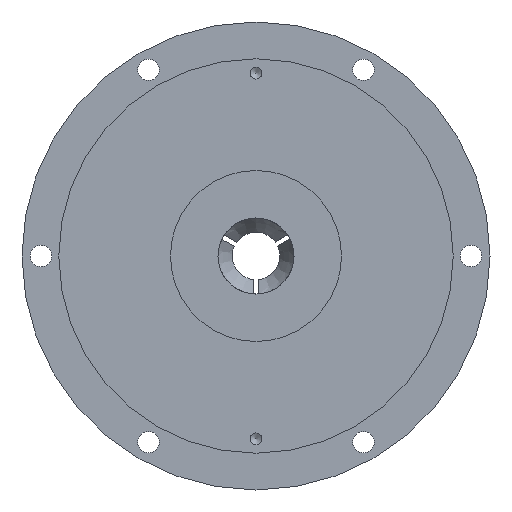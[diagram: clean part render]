
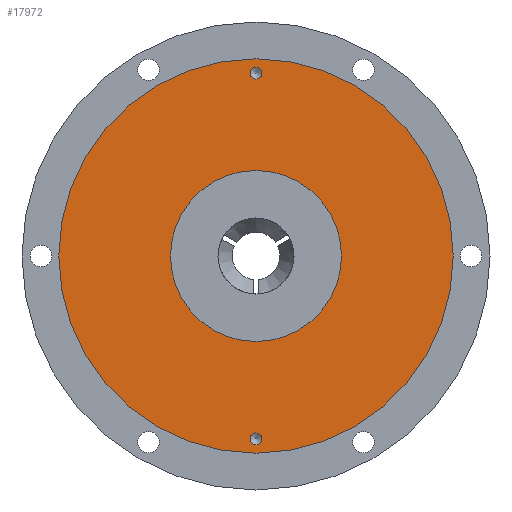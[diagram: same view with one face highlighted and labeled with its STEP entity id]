
A CAD part, left-side view. The second image highlights one B-rep face of the part: STEP entity #17972.
In plain terms, the highlighted planar face has unit normal (-1, 0, 0).
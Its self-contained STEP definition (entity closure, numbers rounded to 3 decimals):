
#368 = DIRECTION ( 'NONE',  ( 1., 0., 0. ) ) ;
#1961 = AXIS2_PLACEMENT_3D ( 'NONE', #49468, #30221, #29693 ) ;
#2706 = CARTESIAN_POINT ( 'NONE',  ( -106.802, 19.15, 79.5 ) ) ;
#3704 = ORIENTED_EDGE ( 'NONE', *, *, #35327, .F. ) ;
#4592 = AXIS2_PLACEMENT_3D ( 'NONE', #33103, #48997, #17005 ) ;
#8474 = AXIS2_PLACEMENT_3D ( 'NONE', #30011, #49778, #18819 ) ;
#8795 = ORIENTED_EDGE ( 'NONE', *, *, #42461, .F. ) ;
#8946 = PLANE ( 'NONE',  #34687 ) ;
#9467 = CARTESIAN_POINT ( 'NONE',  ( -106.802, 19.15, 83. ) ) ;
#13358 = VERTEX_POINT ( 'NONE', #9467 ) ;
#15975 = CARTESIAN_POINT ( 'NONE',  ( -106.802, 102.15, 0. ) ) ;
#16736 = FACE_BOUND ( 'NONE', #37492, .T. ) ;
#17005 = DIRECTION ( 'NONE',  ( 0., 0., 1. ) ) ;
#17159 = EDGE_LOOP ( 'NONE', ( #29170 ) ) ;
#17972 = ADVANCED_FACE ( 'NONE', ( #24022, #43776, #16736, #32589 ), #8946, .F. ) ;
#18819 = DIRECTION ( 'NONE',  ( 0., 0., 1. ) ) ;
#18933 = DIRECTION ( 'NONE',  ( -1., 0., 0. ) ) ;
#20384 = DIRECTION ( 'NONE',  ( 0., 0., -1. ) ) ;
#24022 = FACE_BOUND ( 'NONE', #17159, .T. ) ;
#26787 = ORIENTED_EDGE ( 'NONE', *, *, #43546, .T. ) ;
#27074 = AXIS2_PLACEMENT_3D ( 'NONE', #38937, #18933, #46752 ) ;
#29170 = ORIENTED_EDGE ( 'NONE', *, *, #29435, .F. ) ;
#29435 = EDGE_CURVE ( 'NONE', #40631, #40631, #45256, .T. ) ;
#29693 = DIRECTION ( 'NONE',  ( 0., 0., 1. ) ) ;
#30011 = CARTESIAN_POINT ( 'NONE',  ( -106.802, 19.15, 0. ) ) ;
#30221 = DIRECTION ( 'NONE',  ( -1., 0., 0. ) ) ;
#32589 = FACE_OUTER_BOUND ( 'NONE', #44415, .T. ) ;
#33103 = CARTESIAN_POINT ( 'NONE',  ( -106.802, 19.15, -77. ) ) ;
#33492 = CIRCLE ( 'NONE', #1961, 83. ) ;
#34687 = AXIS2_PLACEMENT_3D ( 'NONE', #15975, #368, #20384 ) ;
#35327 = EDGE_CURVE ( 'NONE', #44525, #44525, #38357, .T. ) ;
#36459 = CARTESIAN_POINT ( 'NONE',  ( -106.802, 19.15, -74.5 ) ) ;
#36984 = CARTESIAN_POINT ( 'NONE',  ( -106.802, 19.15, 36. ) ) ;
#37492 = EDGE_LOOP ( 'NONE', ( #3704 ) ) ;
#38357 = CIRCLE ( 'NONE', #8474, 36. ) ;
#38937 = CARTESIAN_POINT ( 'NONE',  ( -106.802, 19.15, 77. ) ) ;
#40631 = VERTEX_POINT ( 'NONE', #36459 ) ;
#42461 = EDGE_CURVE ( 'NONE', #45582, #45582, #49502, .T. ) ;
#43546 = EDGE_CURVE ( 'NONE', #13358, #13358, #33492, .T. ) ;
#43776 = FACE_BOUND ( 'NONE', #44896, .T. ) ;
#44415 = EDGE_LOOP ( 'NONE', ( #26787 ) ) ;
#44525 = VERTEX_POINT ( 'NONE', #36984 ) ;
#44896 = EDGE_LOOP ( 'NONE', ( #8795 ) ) ;
#45256 = CIRCLE ( 'NONE', #4592, 2.5 ) ;
#45582 = VERTEX_POINT ( 'NONE', #2706 ) ;
#46752 = DIRECTION ( 'NONE',  ( 0., 0., 1. ) ) ;
#48997 = DIRECTION ( 'NONE',  ( -1., 0., 0. ) ) ;
#49468 = CARTESIAN_POINT ( 'NONE',  ( -106.802, 19.15, 0. ) ) ;
#49502 = CIRCLE ( 'NONE', #27074, 2.5 ) ;
#49778 = DIRECTION ( 'NONE',  ( -1., 0., 0. ) ) ;
